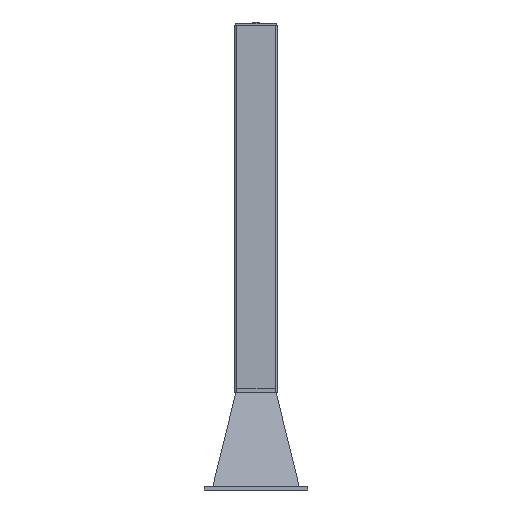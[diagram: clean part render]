
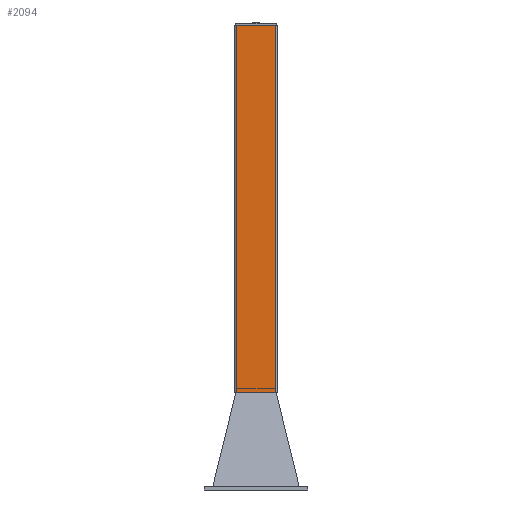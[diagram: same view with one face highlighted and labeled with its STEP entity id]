
A CAD part, left-side view. The second image highlights one B-rep face of the part: STEP entity #2094.
In plain terms, the highlighted planar face has unit normal (-1, 0, 0).
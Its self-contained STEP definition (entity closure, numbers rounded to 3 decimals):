
#2094=ADVANCED_FACE('',(#3720),#3721,.F.);
#3720=FACE_OUTER_BOUND('',#5332,.T.);
#3721=PLANE('',#5333);
#5332=EDGE_LOOP('',(#7706,#7707,#7708,#7709));
#5333=AXIS2_PLACEMENT_3D('',#7710,#7711,#7712);
#7706=ORIENTED_EDGE('',*,*,#10275,.F.);
#7707=ORIENTED_EDGE('',*,*,#10276,.T.);
#7708=ORIENTED_EDGE('',*,*,#10277,.T.);
#7709=ORIENTED_EDGE('',*,*,#10266,.T.);
#7710=CARTESIAN_POINT('',(-175.0,330.556,178.8));
#7711=DIRECTION('',(1.0,0.0,0.0));
#7712=DIRECTION('',(0.0,0.0,-1.0));
#10266=EDGE_CURVE('',#11853,#11850,#11854,.F.);
#10275=EDGE_CURVE('',#11868,#11850,#11869,.T.);
#10276=EDGE_CURVE('',#11868,#11870,#11871,.T.);
#10277=EDGE_CURVE('',#11870,#11853,#11872,.T.);
#11850=VERTEX_POINT('',#15559);
#11853=VERTEX_POINT('',#15562);
#11854=LINE('',#15563,#15564);
#11868=VERTEX_POINT('',#15581);
#11869=LINE('',#15582,#15583);
#11870=VERTEX_POINT('',#15584);
#11871=LINE('',#15585,#15586);
#11872=LINE('',#15587,#15588);
#15559=CARTESIAN_POINT('',(-175.0,-4.444,178.8));
#15562=CARTESIAN_POINT('',(-175.0,-4.444,-2821.2));
#15563=CARTESIAN_POINT('',(-175.0,-4.444,178.8));
#15564=VECTOR('',#18080,1.0);
#15581=CARTESIAN_POINT('',(-175.0,315.556,178.8));
#15582=CARTESIAN_POINT('',(-175.0,330.556,178.8));
#15583=VECTOR('',#18093,1.0);
#15584=CARTESIAN_POINT('',(-175.0,315.556,-2821.2));
#15585=CARTESIAN_POINT('',(-175.0,315.556,178.8));
#15586=VECTOR('',#18094,1.0);
#15587=CARTESIAN_POINT('',(-175.0,330.556,-2821.2));
#15588=VECTOR('',#18095,1.0);
#18080=DIRECTION('',(0.0,0.0,-1.0));
#18093=DIRECTION('',(0.0,-1.0,0.0));
#18094=DIRECTION('',(0.0,0.0,-1.0));
#18095=DIRECTION('',(0.0,-1.0,0.0));
